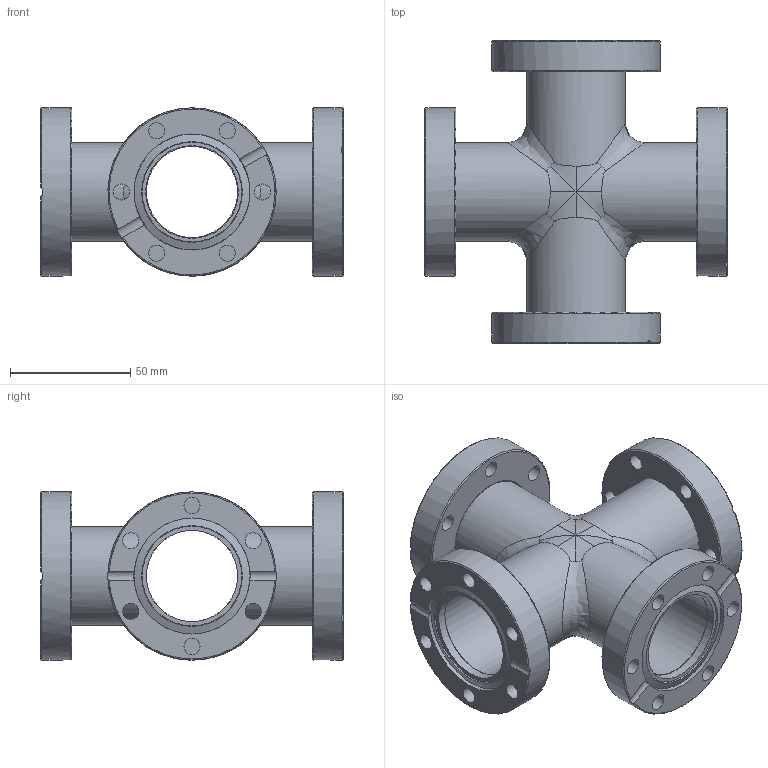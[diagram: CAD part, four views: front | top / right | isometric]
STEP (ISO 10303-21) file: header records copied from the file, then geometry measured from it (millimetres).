
FILE_DESCRIPTION((''),'2;1');
FILE_NAME('X38R-304.stp','2009-04-30T15:26:27',('hasers'),(''),'Autodesk Inventor 2008','Autodesk Inventor 2008','');
FILE_SCHEMA(('AUTOMOTIVE_DESIGN { 1 0 10303 214 1 1 1 1 }'));
Length unit declared in the file: millimetre
Products named in the file (5): X38R-304; Rohre [Subject [Summary]=T-Collar][Keywords [Summary]=1.4404][Title [Summary]=X38-CF]; CF-07 [Keywords [Summary]=1.4301][Company [Summary]=Vacom][Title [Summary]=F35B41]; CF-R [Subject [Summary]=-304][Title [Summary]=F35RIB41]; CF-R [Subject [Summary]=-304][Title [Summary]=F35RO]
Assembly tree (7 placements, depth 2):
  X38R-304
    Rohre [Subject [Summary]=T-Collar][Keywords [Summary]=1.4404][Title [Summary]=X38-CF]
    CF-07 [Keywords [Summary]=1.4301][Company [Summary]=Vacom][Title [Summary]=F35B41]  x2
    CF-R [Subject [Summary]=-304][Title [Summary]=F35RIB41]  x2
    CF-R [Subject [Summary]=-304][Title [Summary]=F35RO]  x2
Bounding box: 126 x 126 x 70 mm (x, y, z)
Volume: 149372.4 mm3; surface area: 94824.3 mm2
Topology: 7 solids, 7 shells, 164 faces, 425 edges, 277 vertices
Faces by surface type: bspline 80, cylinder 28, plane 24, torus 22, cone 10
Full cylindrical faces by diameter (mm): 38 x6, 41 x4, 41.5 x2, 48.1 x2, 48.3 x2, 48.9 x2, 70 x4
Entity records: 13379 total; most frequent: CARTESIAN_POINT 11104, ORIENTED_EDGE 420, DIRECTION 372, EDGE_CURVE 210, EDGE_LOOP 188, AXIS2_PLACEMENT_3D 182, VERTEX_POINT 154, FACE_OUTER_BOUND 108
